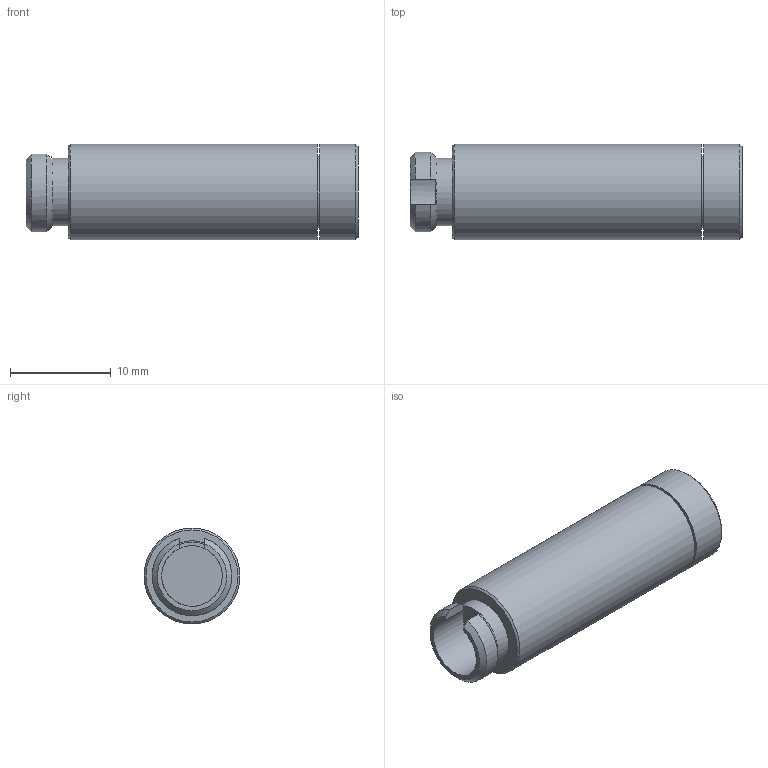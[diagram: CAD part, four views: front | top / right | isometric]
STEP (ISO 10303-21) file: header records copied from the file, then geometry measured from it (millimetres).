
FILE_DESCRIPTION((''),'2;1');
FILE_NAME('flg-fc_2.stp','2013-05-03T11:21:05',('JC'),(''),'Autodesk Inventor 11','Autodesk Inventor 11','');
FILE_SCHEMA(('AUTOMOTIVE_DESIGN { 1 0 10303 214 1 1 1 1 }'));
Length unit declared in the file: inch
Products named in the file (1): flg-fc_21
Bounding box: 32.97 x 9.53 x 9.53 mm (x, y, z)
Volume: 2061.6 mm3; surface area: 1244.1 mm2
Topology: 1 solids, 1 shells, 21 faces, 43 edges, 28 vertices
Faces by surface type: plane 10, cylinder 6, cone 5
Full cylindrical faces by diameter (mm): 6.026 x1, 6.731 x1, 7.112 x1, 9.525 x2
Entity records: 509 total; most frequent: DIRECTION 90, CARTESIAN_POINT 86, ORIENTED_EDGE 62, AXIS2_PLACEMENT_3D 41, EDGE_LOOP 34, EDGE_CURVE 31, VERTEX_POINT 25, FACE_OUTER_BOUND 21
